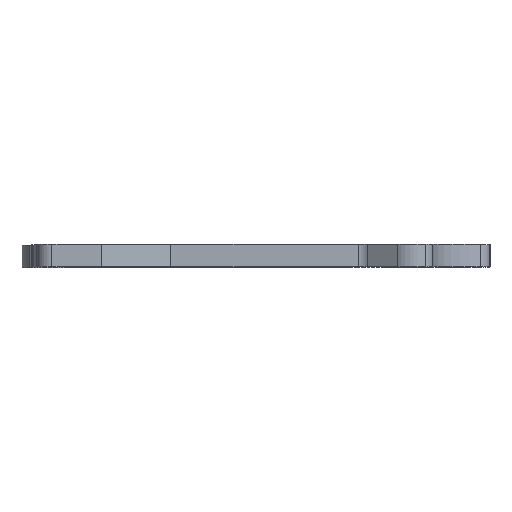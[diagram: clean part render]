
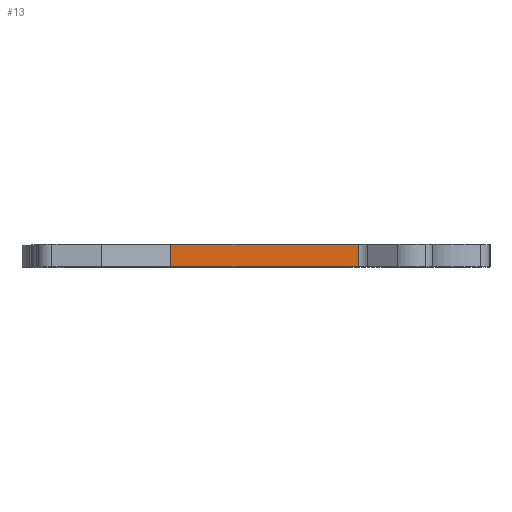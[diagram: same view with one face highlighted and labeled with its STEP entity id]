
A CAD part, top view. The second image highlights one B-rep face of the part: STEP entity #13.
In plain terms, the highlighted planar face has unit normal (0, 0, 1).
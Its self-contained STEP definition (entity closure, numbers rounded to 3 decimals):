
#13 = ADVANCED_FACE ( 'NONE', ( #2454 ), #677, .F. ) ;
#113 = DIRECTION ( 'NONE',  ( 1., 0., 0. ) ) ;
#126 = CARTESIAN_POINT ( 'NONE',  ( 94.398, 4.5, 86.597 ) ) ;
#306 = VERTEX_POINT ( 'NONE', #1848 ) ;
#432 = VERTEX_POINT ( 'NONE', #2256 ) ;
#447 = CARTESIAN_POINT ( 'NONE',  ( 94.398, 0., 86.597 ) ) ;
#467 = VERTEX_POINT ( 'NONE', #126 ) ;
#472 = LINE ( 'NONE', #1803, #810 ) ;
#677 = PLANE ( 'NONE',  #948 ) ;
#714 = LINE ( 'NONE', #1502, #892 ) ;
#738 = LINE ( 'NONE', #2535, #1851 ) ;
#811 = DIRECTION ( 'NONE',  ( 1., 0., 0. ) ) ;
#810 = VECTOR ( 'NONE', #2425, 1000. ) ;
#823 = LINE ( 'NONE', #2420, #2202 ) ;
#892 = VECTOR ( 'NONE', #113, 1000. ) ;
#911 = DIRECTION ( 'NONE',  ( 0., 0., -1. ) ) ;
#948 = AXIS2_PLACEMENT_3D ( 'NONE', #2262, #911, #1707 ) ;
#1124 = EDGE_CURVE ( 'NONE', #432, #1846, #823, .T. ) ;
#1153 = ORIENTED_EDGE ( 'NONE', *, *, #1124, .T. ) ;
#1314 = DIRECTION ( 'NONE',  ( 0., 1., 0. ) ) ;
#1502 = CARTESIAN_POINT ( 'NONE',  ( 95.373, 4.5, 86.597 ) ) ;
#1707 = DIRECTION ( 'NONE',  ( -1., 0., 0. ) ) ;
#1720 = ORIENTED_EDGE ( 'NONE', *, *, #1986, .F. ) ;
#1803 = CARTESIAN_POINT ( 'NONE',  ( 56.837, 4.5, 86.597 ) ) ;
#1846 = VERTEX_POINT ( 'NONE', #447 ) ;
#1848 = CARTESIAN_POINT ( 'NONE',  ( 56.837, 4.5, 86.597 ) ) ;
#1851 = VECTOR ( 'NONE', #1314, 1000. ) ;
#1898 = EDGE_CURVE ( 'NONE', #306, #432, #472, .T. ) ;
#1986 = EDGE_CURVE ( 'NONE', #306, #467, #714, .T. ) ;
#2107 = ORIENTED_EDGE ( 'NONE', *, *, #1898, .T. ) ;
#2165 = EDGE_CURVE ( 'NONE', #1846, #467, #738, .T. ) ;
#2202 = VECTOR ( 'NONE', #811, 1000. ) ;
#2256 = CARTESIAN_POINT ( 'NONE',  ( 56.837, 0., 86.597 ) ) ;
#2262 = CARTESIAN_POINT ( 'NONE',  ( 95.373, 4.5, 86.597 ) ) ;
#2284 = ORIENTED_EDGE ( 'NONE', *, *, #2165, .T. ) ;
#2420 = CARTESIAN_POINT ( 'NONE',  ( 95.373, 0., 86.597 ) ) ;
#2425 = DIRECTION ( 'NONE',  ( 0., -1., 0. ) ) ;
#2454 = FACE_OUTER_BOUND ( 'NONE', #2515, .T. ) ;
#2515 = EDGE_LOOP ( 'NONE', ( #1153, #2284, #1720, #2107 ) ) ;
#2535 = CARTESIAN_POINT ( 'NONE',  ( 94.398, 4.5, 86.597 ) ) ;
